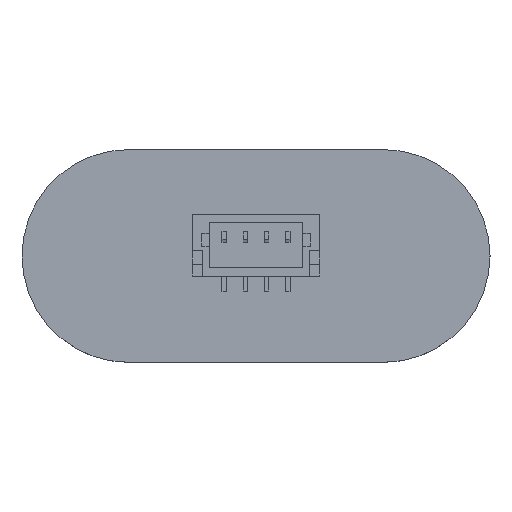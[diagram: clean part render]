
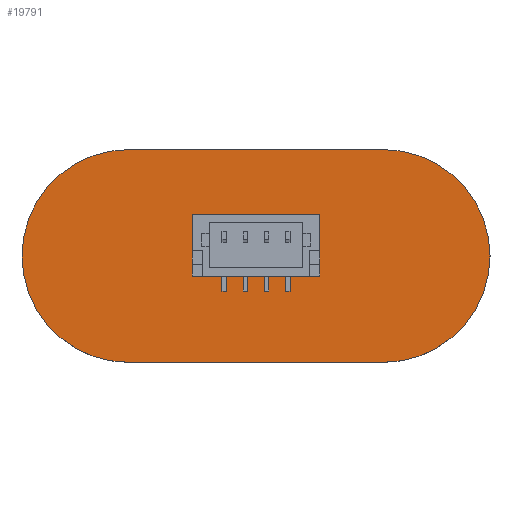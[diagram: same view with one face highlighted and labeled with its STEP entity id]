
A CAD part, top view. The second image highlights one B-rep face of the part: STEP entity #19791.
In plain terms, the highlighted planar face has unit normal (0, 0, 1).
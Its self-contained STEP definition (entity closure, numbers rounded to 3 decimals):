
#19457 = VERTEX_POINT('',#19458);
#19458 = CARTESIAN_POINT('',(6.,-5.,1.6));
#19465 = PLANE('',#19466);
#19466 = AXIS2_PLACEMENT_3D('',#19467,#19468,#19469);
#19467 = CARTESIAN_POINT('',(6.,-5.,0.));
#19468 = DIRECTION('',(0.,-1.,0.));
#19469 = DIRECTION('',(-1.,0.,0.));
#19477 = CYLINDRICAL_SURFACE('',#19478,5.);
#19478 = AXIS2_PLACEMENT_3D('',#19479,#19480,#19481);
#19479 = CARTESIAN_POINT('',(6.,-0.,0.));
#19480 = DIRECTION('',(-0.,-0.,-1.));
#19481 = DIRECTION('',(1.,0.,-0.));
#19489 = EDGE_CURVE('',#19457,#19490,#19492,.T.);
#19490 = VERTEX_POINT('',#19491);
#19491 = CARTESIAN_POINT('',(-6.,-5.,1.6));
#19492 = SURFACE_CURVE('',#19493,(#19497,#19504),.PCURVE_S1.);
#19493 = LINE('',#19494,#19495);
#19494 = CARTESIAN_POINT('',(6.,-5.,1.6));
#19495 = VECTOR('',#19496,1.);
#19496 = DIRECTION('',(-1.,0.,0.));
#19497 = PCURVE('',#19465,#19498);
#19498 = DEFINITIONAL_REPRESENTATION('',(#19499),#19503);
#19499 = LINE('',#19500,#19501);
#19500 = CARTESIAN_POINT('',(0.,-1.6));
#19501 = VECTOR('',#19502,1.);
#19502 = DIRECTION('',(1.,0.));
#19503 = ( GEOMETRIC_REPRESENTATION_CONTEXT(2) 
PARAMETRIC_REPRESENTATION_CONTEXT() REPRESENTATION_CONTEXT('2D SPACE',''
  ) );
#19504 = PCURVE('',#19505,#19510);
#19505 = PLANE('',#19506);
#19506 = AXIS2_PLACEMENT_3D('',#19507,#19508,#19509);
#19507 = CARTESIAN_POINT('',(0.,0.,1.6
    ));
#19508 = DIRECTION('',(-0.,-0.,-1.));
#19509 = DIRECTION('',(-1.,0.,0.));
#19510 = DEFINITIONAL_REPRESENTATION('',(#19511),#19515);
#19511 = LINE('',#19512,#19513);
#19512 = CARTESIAN_POINT('',(-6.,-5.));
#19513 = VECTOR('',#19514,1.);
#19514 = DIRECTION('',(1.,0.));
#19515 = ( GEOMETRIC_REPRESENTATION_CONTEXT(2) 
PARAMETRIC_REPRESENTATION_CONTEXT() REPRESENTATION_CONTEXT('2D SPACE',''
  ) );
#19533 = CYLINDRICAL_SURFACE('',#19534,5.);
#19534 = AXIS2_PLACEMENT_3D('',#19535,#19536,#19537);
#19535 = CARTESIAN_POINT('',(-6.,-0.,0.));
#19536 = DIRECTION('',(-0.,-0.,-1.));
#19537 = DIRECTION('',(1.,0.,-0.));
#19577 = VERTEX_POINT('',#19578);
#19578 = CARTESIAN_POINT('',(-6.,5.,1.6));
#19592 = PLANE('',#19593);
#19593 = AXIS2_PLACEMENT_3D('',#19594,#19595,#19596);
#19594 = CARTESIAN_POINT('',(-6.,5.,0.));
#19595 = DIRECTION('',(0.,1.,0.));
#19596 = DIRECTION('',(1.,0.,0.));
#19604 = EDGE_CURVE('',#19577,#19490,#19605,.T.);
#19605 = SURFACE_CURVE('',#19606,(#19611,#19618),.PCURVE_S1.);
#19606 = CIRCLE('',#19607,5.);
#19607 = AXIS2_PLACEMENT_3D('',#19608,#19609,#19610);
#19608 = CARTESIAN_POINT('',(-6.,0.,1.6));
#19609 = DIRECTION('',(0.,0.,1.));
#19610 = DIRECTION('',(1.,0.,-0.));
#19611 = PCURVE('',#19533,#19612);
#19612 = DEFINITIONAL_REPRESENTATION('',(#19613),#19617);
#19613 = LINE('',#19614,#19615);
#19614 = CARTESIAN_POINT('',(-0.,-1.6));
#19615 = VECTOR('',#19616,1.);
#19616 = DIRECTION('',(-1.,0.));
#19617 = ( GEOMETRIC_REPRESENTATION_CONTEXT(2) 
PARAMETRIC_REPRESENTATION_CONTEXT() REPRESENTATION_CONTEXT('2D SPACE',''
  ) );
#19618 = PCURVE('',#19505,#19619);
#19619 = DEFINITIONAL_REPRESENTATION('',(#19620),#19628);
#19620 = ( BOUNDED_CURVE() B_SPLINE_CURVE(2,(#19621,#19622,#19623,#19624
    ,#19625,#19626,#19627),.UNSPECIFIED.,.T.,.F.) 
B_SPLINE_CURVE_WITH_KNOTS((1,2,2,2,2,1),(-2.094,0.,
    2.094,4.189,6.283,8.378),
.UNSPECIFIED.) CURVE() GEOMETRIC_REPRESENTATION_ITEM() 
RATIONAL_B_SPLINE_CURVE((1.,0.5,1.,0.5,1.,0.5,1.)) REPRESENTATION_ITEM(
  '') );
#19621 = CARTESIAN_POINT('',(1.,0.));
#19622 = CARTESIAN_POINT('',(1.,8.66));
#19623 = CARTESIAN_POINT('',(8.5,4.33));
#19624 = CARTESIAN_POINT('',(16.,0.));
#19625 = CARTESIAN_POINT('',(8.5,-4.33));
#19626 = CARTESIAN_POINT('',(1.,-8.66));
#19627 = CARTESIAN_POINT('',(1.,0.));
#19628 = ( GEOMETRIC_REPRESENTATION_CONTEXT(2) 
PARAMETRIC_REPRESENTATION_CONTEXT() REPRESENTATION_CONTEXT('2D SPACE',''
  ) );
#19661 = EDGE_CURVE('',#19577,#19662,#19664,.T.);
#19662 = VERTEX_POINT('',#19663);
#19663 = CARTESIAN_POINT('',(6.,5.,1.6));
#19664 = SURFACE_CURVE('',#19665,(#19669,#19676),.PCURVE_S1.);
#19665 = LINE('',#19666,#19667);
#19666 = CARTESIAN_POINT('',(-6.,5.,1.6));
#19667 = VECTOR('',#19668,1.);
#19668 = DIRECTION('',(1.,0.,0.));
#19669 = PCURVE('',#19592,#19670);
#19670 = DEFINITIONAL_REPRESENTATION('',(#19671),#19675);
#19671 = LINE('',#19672,#19673);
#19672 = CARTESIAN_POINT('',(0.,-1.6));
#19673 = VECTOR('',#19674,1.);
#19674 = DIRECTION('',(1.,0.));
#19675 = ( GEOMETRIC_REPRESENTATION_CONTEXT(2) 
PARAMETRIC_REPRESENTATION_CONTEXT() REPRESENTATION_CONTEXT('2D SPACE',''
  ) );
#19676 = PCURVE('',#19505,#19677);
#19677 = DEFINITIONAL_REPRESENTATION('',(#19678),#19682);
#19678 = LINE('',#19679,#19680);
#19679 = CARTESIAN_POINT('',(6.,5.));
#19680 = VECTOR('',#19681,1.);
#19681 = DIRECTION('',(-1.,0.));
#19682 = ( GEOMETRIC_REPRESENTATION_CONTEXT(2) 
PARAMETRIC_REPRESENTATION_CONTEXT() REPRESENTATION_CONTEXT('2D SPACE',''
  ) );
#19732 = EDGE_CURVE('',#19457,#19662,#19733,.T.);
#19733 = SURFACE_CURVE('',#19734,(#19739,#19746),.PCURVE_S1.);
#19734 = CIRCLE('',#19735,5.);
#19735 = AXIS2_PLACEMENT_3D('',#19736,#19737,#19738);
#19736 = CARTESIAN_POINT('',(6.,0.,1.6));
#19737 = DIRECTION('',(0.,0.,1.));
#19738 = DIRECTION('',(1.,0.,-0.));
#19739 = PCURVE('',#19477,#19740);
#19740 = DEFINITIONAL_REPRESENTATION('',(#19741),#19745);
#19741 = LINE('',#19742,#19743);
#19742 = CARTESIAN_POINT('',(-0.,-1.6));
#19743 = VECTOR('',#19744,1.);
#19744 = DIRECTION('',(-1.,0.));
#19745 = ( GEOMETRIC_REPRESENTATION_CONTEXT(2) 
PARAMETRIC_REPRESENTATION_CONTEXT() REPRESENTATION_CONTEXT('2D SPACE',''
  ) );
#19746 = PCURVE('',#19505,#19747);
#19747 = DEFINITIONAL_REPRESENTATION('',(#19748),#19756);
#19748 = ( BOUNDED_CURVE() B_SPLINE_CURVE(2,(#19749,#19750,#19751,#19752
    ,#19753,#19754,#19755),.UNSPECIFIED.,.T.,.F.) 
B_SPLINE_CURVE_WITH_KNOTS((1,2,2,2,2,1),(-2.094,0.,
    2.094,4.189,6.283,8.378),
.UNSPECIFIED.) CURVE() GEOMETRIC_REPRESENTATION_ITEM() 
RATIONAL_B_SPLINE_CURVE((1.,0.5,1.,0.5,1.,0.5,1.)) REPRESENTATION_ITEM(
  '') );
#19749 = CARTESIAN_POINT('',(-11.,0.));
#19750 = CARTESIAN_POINT('',(-11.,8.66));
#19751 = CARTESIAN_POINT('',(-3.5,4.33));
#19752 = CARTESIAN_POINT('',(4.,0.));
#19753 = CARTESIAN_POINT('',(-3.5,-4.33));
#19754 = CARTESIAN_POINT('',(-11.,-8.66));
#19755 = CARTESIAN_POINT('',(-11.,0.));
#19756 = ( GEOMETRIC_REPRESENTATION_CONTEXT(2) 
PARAMETRIC_REPRESENTATION_CONTEXT() REPRESENTATION_CONTEXT('2D SPACE',''
  ) );
#19791 = ADVANCED_FACE('',(#19792),#19505,.F.);
#19792 = FACE_BOUND('',#19793,.F.);
#19793 = EDGE_LOOP('',(#19794,#19795,#19796,#19797));
#19794 = ORIENTED_EDGE('',*,*,#19489,.T.);
#19795 = ORIENTED_EDGE('',*,*,#19604,.F.);
#19796 = ORIENTED_EDGE('',*,*,#19661,.T.);
#19797 = ORIENTED_EDGE('',*,*,#19732,.F.);
